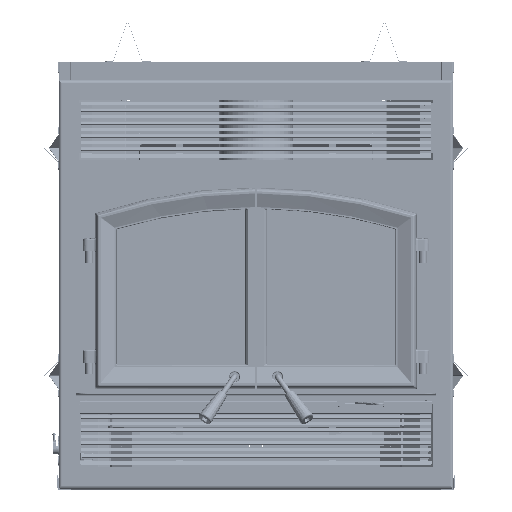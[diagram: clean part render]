
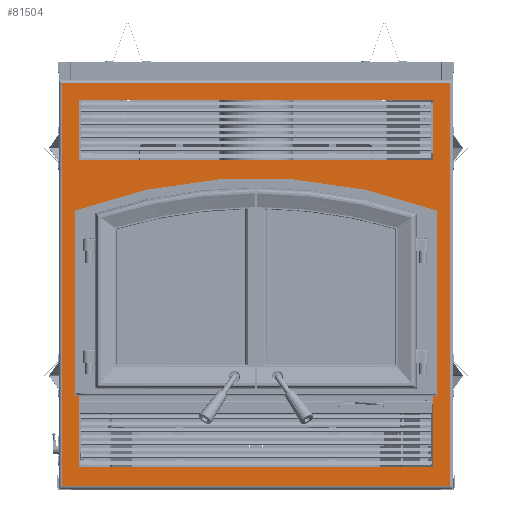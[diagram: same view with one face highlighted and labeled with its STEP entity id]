
A CAD part, front view. The second image highlights one B-rep face of the part: STEP entity #81504.
In plain terms, the highlighted planar face has unit normal (0, -1, 0).
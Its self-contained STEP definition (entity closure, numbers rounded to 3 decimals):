
#6700=CIRCLE('',#95191,0.063);
#6701=CIRCLE('',#95192,0.031);
#6702=CIRCLE('',#95193,0.031);
#6703=CIRCLE('',#95194,45.006);
#6704=CIRCLE('',#95195,0.031);
#6705=CIRCLE('',#95196,0.031);
#6706=CIRCLE('',#95197,0.063);
#6707=CIRCLE('',#95198,0.125);
#6708=CIRCLE('',#95199,0.125);
#6709=CIRCLE('',#95200,0.125);
#6710=CIRCLE('',#95201,0.125);
#24889=ORIENTED_EDGE('',*,*,#39007,.T.);
#24890=ORIENTED_EDGE('',*,*,#39012,.T.);
#24891=ORIENTED_EDGE('',*,*,#39013,.F.);
#24892=ORIENTED_EDGE('',*,*,#39014,.T.);
#24893=ORIENTED_EDGE('',*,*,#39015,.F.);
#24894=ORIENTED_EDGE('',*,*,#39016,.T.);
#24895=ORIENTED_EDGE('',*,*,#39017,.T.);
#24896=ORIENTED_EDGE('',*,*,#39018,.T.);
#24897=ORIENTED_EDGE('',*,*,#39019,.F.);
#24898=ORIENTED_EDGE('',*,*,#39020,.T.);
#24899=ORIENTED_EDGE('',*,*,#39021,.F.);
#24900=ORIENTED_EDGE('',*,*,#39022,.T.);
#24901=ORIENTED_EDGE('',*,*,#39009,.T.);
#24902=ORIENTED_EDGE('',*,*,#39023,.T.);
#24903=ORIENTED_EDGE('',*,*,#39024,.F.);
#24904=ORIENTED_EDGE('',*,*,#39025,.T.);
#24905=ORIENTED_EDGE('',*,*,#39026,.T.);
#24906=ORIENTED_EDGE('',*,*,#39027,.T.);
#24907=ORIENTED_EDGE('',*,*,#39028,.F.);
#24908=ORIENTED_EDGE('',*,*,#39029,.T.);
#24909=ORIENTED_EDGE('',*,*,#39030,.F.);
#24910=ORIENTED_EDGE('',*,*,#39031,.T.);
#24911=ORIENTED_EDGE('',*,*,#39032,.F.);
#24912=ORIENTED_EDGE('',*,*,#39033,.T.);
#24913=ORIENTED_EDGE('',*,*,#39034,.F.);
#24914=ORIENTED_EDGE('',*,*,#39035,.T.);
#39007=EDGE_CURVE('',#47498,#47497,#54268,.T.);
#39009=EDGE_CURVE('',#47499,#47500,#54270,.T.);
#39012=EDGE_CURVE('',#47497,#47501,#6700,.T.);
#39013=EDGE_CURVE('',#47502,#47501,#54273,.T.);
#39014=EDGE_CURVE('',#47502,#47503,#6701,.F.);
#39015=EDGE_CURVE('',#47504,#47503,#54274,.T.);
#39016=EDGE_CURVE('',#47504,#47505,#6702,.F.);
#39017=EDGE_CURVE('',#47505,#47506,#6703,.T.);
#39018=EDGE_CURVE('',#47506,#47507,#6704,.F.);
#39019=EDGE_CURVE('',#47508,#47507,#54275,.T.);
#39020=EDGE_CURVE('',#47508,#47509,#6705,.F.);
#39021=EDGE_CURVE('',#47510,#47509,#54276,.T.);
#39022=EDGE_CURVE('',#47510,#47499,#6706,.T.);
#39023=EDGE_CURVE('',#47500,#47498,#54277,.T.);
#39024=EDGE_CURVE('',#47511,#47512,#54278,.F.);
#39025=EDGE_CURVE('',#47511,#47513,#54279,.T.);
#39026=EDGE_CURVE('',#47513,#47514,#54280,.T.);
#39027=EDGE_CURVE('',#47514,#47512,#54281,.T.);
#39028=EDGE_CURVE('',#47515,#47516,#54282,.T.);
#39029=EDGE_CURVE('',#47515,#47517,#6707,.F.);
#39030=EDGE_CURVE('',#47518,#47517,#54283,.T.);
#39031=EDGE_CURVE('',#47518,#47519,#6708,.F.);
#39032=EDGE_CURVE('',#47520,#47519,#54284,.T.);
#39033=EDGE_CURVE('',#47520,#47521,#6709,.F.);
#39034=EDGE_CURVE('',#47522,#47521,#54285,.T.);
#39035=EDGE_CURVE('',#47522,#47516,#6710,.F.);
#47497=VERTEX_POINT('',#150075);
#47498=VERTEX_POINT('',#150077);
#47499=VERTEX_POINT('',#150081);
#47500=VERTEX_POINT('',#150082);
#47501=VERTEX_POINT('',#150087);
#47502=VERTEX_POINT('',#150089);
#47503=VERTEX_POINT('',#150091);
#47504=VERTEX_POINT('',#150093);
#47505=VERTEX_POINT('',#150095);
#47506=VERTEX_POINT('',#150097);
#47507=VERTEX_POINT('',#150099);
#47508=VERTEX_POINT('',#150101);
#47509=VERTEX_POINT('',#150103);
#47510=VERTEX_POINT('',#150105);
#47511=VERTEX_POINT('',#150109);
#47512=VERTEX_POINT('',#150110);
#47513=VERTEX_POINT('',#150112);
#47514=VERTEX_POINT('',#150114);
#47515=VERTEX_POINT('',#150117);
#47516=VERTEX_POINT('',#150118);
#47517=VERTEX_POINT('',#150120);
#47518=VERTEX_POINT('',#150122);
#47519=VERTEX_POINT('',#150124);
#47520=VERTEX_POINT('',#150126);
#47521=VERTEX_POINT('',#150128);
#47522=VERTEX_POINT('',#150130);
#54268=LINE('',#150076,#61093);
#54270=LINE('',#150080,#61095);
#54273=LINE('',#150088,#61098);
#54274=LINE('',#150092,#61099);
#54275=LINE('',#150100,#61100);
#54276=LINE('',#150104,#61101);
#54277=LINE('',#150107,#61102);
#54278=LINE('',#150108,#61103);
#54279=LINE('',#150111,#61104);
#54280=LINE('',#150113,#61105);
#54281=LINE('',#150115,#61106);
#54282=LINE('',#150116,#61107);
#54283=LINE('',#150121,#61108);
#54284=LINE('',#150125,#61109);
#54285=LINE('',#150129,#61110);
#61093=VECTOR('',#114026,39.37);
#61095=VECTOR('',#114030,39.37);
#61098=VECTOR('',#114037,39.37);
#61099=VECTOR('',#114040,39.37);
#61100=VECTOR('',#114047,39.37);
#61101=VECTOR('',#114050,39.37);
#61102=VECTOR('',#114053,39.37);
#61103=VECTOR('',#114054,39.37);
#61104=VECTOR('',#114055,39.37);
#61105=VECTOR('',#114056,39.37);
#61106=VECTOR('',#114057,39.37);
#61107=VECTOR('',#114058,39.37);
#61108=VECTOR('',#114061,39.37);
#61109=VECTOR('',#114064,39.37);
#61110=VECTOR('',#114067,39.37);
#67972=EDGE_LOOP('',(#24889,#24890,#24891,#24892,#24893,#24894,#24895,#24896,
#24897,#24898,#24899,#24900,#24901,#24902));
#67973=EDGE_LOOP('',(#24903,#24904,#24905,#24906));
#67974=EDGE_LOOP('',(#24907,#24908,#24909,#24910,#24911,#24912,#24913,#24914));
#74304=FACE_BOUND('',#67972,.T.);
#74305=FACE_BOUND('',#67973,.T.);
#74306=FACE_BOUND('',#67974,.T.);
#77386=PLANE('',#95190);
#81504=ADVANCED_FACE('',(#74304,#74305,#74306),#77386,.T.);
#95190=AXIS2_PLACEMENT_3D('',#150085,#114033,#114034);
#95191=AXIS2_PLACEMENT_3D('',#150086,#114035,#114036);
#95192=AXIS2_PLACEMENT_3D('',#150090,#114038,#114039);
#95193=AXIS2_PLACEMENT_3D('',#150094,#114041,#114042);
#95194=AXIS2_PLACEMENT_3D('',#150096,#114043,#114044);
#95195=AXIS2_PLACEMENT_3D('',#150098,#114045,#114046);
#95196=AXIS2_PLACEMENT_3D('',#150102,#114048,#114049);
#95197=AXIS2_PLACEMENT_3D('',#150106,#114051,#114052);
#95198=AXIS2_PLACEMENT_3D('',#150119,#114059,#114060);
#95199=AXIS2_PLACEMENT_3D('',#150123,#114062,#114063);
#95200=AXIS2_PLACEMENT_3D('',#150127,#114065,#114066);
#95201=AXIS2_PLACEMENT_3D('',#150131,#114068,#114069);
#114026=DIRECTION('',(0.,0.,1.));
#114030=DIRECTION('',(0.,0.,-1.));
#114033=DIRECTION('',(0.,-1.,0.));
#114034=DIRECTION('',(0.,0.,-1.));
#114035=DIRECTION('',(0.,-1.,0.));
#114036=DIRECTION('',(0.,0.,-1.));
#114037=DIRECTION('',(1.,0.,0.));
#114038=DIRECTION('',(0.,-1.,0.));
#114039=DIRECTION('',(0.,0.,-1.));
#114040=DIRECTION('',(0.,0.,-1.));
#114041=DIRECTION('',(0.,-1.,0.));
#114042=DIRECTION('',(0.,0.,-1.));
#114043=DIRECTION('',(0.,1.,0.));
#114044=DIRECTION('',(1.,0.,0.));
#114045=DIRECTION('',(0.,-1.,0.));
#114046=DIRECTION('',(0.,0.,-1.));
#114047=DIRECTION('',(0.,0.,1.));
#114048=DIRECTION('',(0.,-1.,0.));
#114049=DIRECTION('',(0.,0.,-1.));
#114050=DIRECTION('',(1.,0.,0.));
#114051=DIRECTION('',(0.,-1.,0.));
#114052=DIRECTION('',(0.,0.,-1.));
#114053=DIRECTION('',(-1.,0.,0.));
#114054=DIRECTION('',(1.,0.,0.));
#114055=DIRECTION('',(0.,0.,1.));
#114056=DIRECTION('',(-1.,0.,0.));
#114057=DIRECTION('',(0.,0.,-1.));
#114058=DIRECTION('',(0.,0.,-1.));
#114059=DIRECTION('',(0.,-1.,0.));
#114060=DIRECTION('',(0.,0.,-1.));
#114061=DIRECTION('',(-1.,0.,0.));
#114062=DIRECTION('',(0.,-1.,0.));
#114063=DIRECTION('',(0.,0.,-1.));
#114064=DIRECTION('',(0.,0.,1.));
#114065=DIRECTION('',(0.,-1.,0.));
#114066=DIRECTION('',(0.,0.,-1.));
#114067=DIRECTION('',(1.,0.,0.));
#114068=DIRECTION('',(0.,-1.,0.));
#114069=DIRECTION('',(0.,0.,-1.));
#150075=CARTESIAN_POINT('',(-15.375,0.,-10.099));
#150076=CARTESIAN_POINT('',(-15.375,0.,-16.205));
#150077=CARTESIAN_POINT('',(-15.375,0.,-16.205));
#150080=CARTESIAN_POINT('',(15.375,0.,-16.205));
#150081=CARTESIAN_POINT('',(15.375,0.,-10.099));
#150082=CARTESIAN_POINT('',(15.375,0.,-16.205));
#150085=CARTESIAN_POINT('',(17.,0.,-18.094));
#150086=CARTESIAN_POINT('',(-15.437,0.,-10.099));
#150087=CARTESIAN_POINT('',(-15.437,0.,-10.036));
#150088=CARTESIAN_POINT('',(17.,0.,-10.036));
#150089=CARTESIAN_POINT('',(-15.656,0.,-10.036));
#150090=CARTESIAN_POINT('',(-15.656,0.,-10.005));
#150091=CARTESIAN_POINT('',(-15.687,0.,-10.005));
#150092=CARTESIAN_POINT('',(-15.687,0.,-18.094));
#150093=CARTESIAN_POINT('',(-15.687,0.,6.04));
#150094=CARTESIAN_POINT('',(-15.656,0.,6.04));
#150095=CARTESIAN_POINT('',(-15.667,0.,6.069));
#150096=CARTESIAN_POINT('',(0.,0.,-36.122));
#150097=CARTESIAN_POINT('',(15.667,0.,6.069));
#150098=CARTESIAN_POINT('',(15.656,0.,6.04));
#150099=CARTESIAN_POINT('',(15.687,0.,6.04));
#150100=CARTESIAN_POINT('',(15.687,0.,-18.094));
#150101=CARTESIAN_POINT('',(15.687,0.,-10.005));
#150102=CARTESIAN_POINT('',(15.656,0.,-10.005));
#150103=CARTESIAN_POINT('',(15.656,0.,-10.036));
#150104=CARTESIAN_POINT('',(17.,0.,-10.036));
#150105=CARTESIAN_POINT('',(15.437,0.,-10.036));
#150106=CARTESIAN_POINT('',(15.437,0.,-10.099));
#150107=CARTESIAN_POINT('',(-15.375,0.,-16.205));
#150108=CARTESIAN_POINT('',(16.828,0.,-17.829));
#150109=CARTESIAN_POINT('',(16.828,0.,-17.829));
#150110=CARTESIAN_POINT('',(-16.828,0.,-17.829));
#150111=CARTESIAN_POINT('',(16.828,0.,-17.829));
#150112=CARTESIAN_POINT('',(16.828,0.,17.099));
#150113=CARTESIAN_POINT('',(16.828,0.,17.099));
#150114=CARTESIAN_POINT('',(-16.828,0.,17.099));
#150115=CARTESIAN_POINT('',(-16.828,0.,17.099));
#150116=CARTESIAN_POINT('',(-15.375,0.,-18.094));
#150117=CARTESIAN_POINT('',(-15.375,0.,15.571));
#150118=CARTESIAN_POINT('',(-15.375,0.,10.584));
#150119=CARTESIAN_POINT('',(-15.25,0.,15.571));
#150120=CARTESIAN_POINT('',(-15.25,0.,15.696));
#150121=CARTESIAN_POINT('',(17.,0.,15.696));
#150122=CARTESIAN_POINT('',(15.25,0.,15.696));
#150123=CARTESIAN_POINT('',(15.25,0.,15.571));
#150124=CARTESIAN_POINT('',(15.375,0.,15.571));
#150125=CARTESIAN_POINT('',(15.375,0.,-18.094));
#150126=CARTESIAN_POINT('',(15.375,0.,10.584));
#150127=CARTESIAN_POINT('',(15.25,0.,10.584));
#150128=CARTESIAN_POINT('',(15.25,0.,10.459));
#150129=CARTESIAN_POINT('',(17.,0.,10.459));
#150130=CARTESIAN_POINT('',(-15.25,0.,10.459));
#150131=CARTESIAN_POINT('',(-15.25,0.,10.584));
